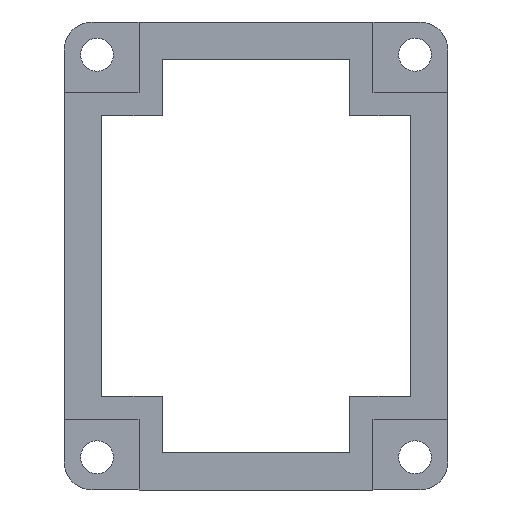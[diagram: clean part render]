
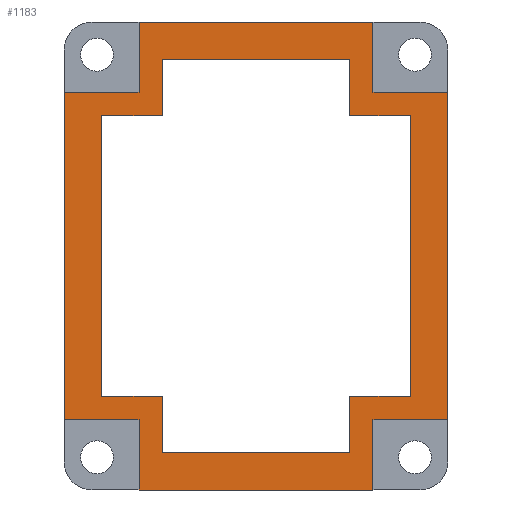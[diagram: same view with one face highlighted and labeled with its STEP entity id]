
A CAD part, front view. The second image highlights one B-rep face of the part: STEP entity #1183.
In plain terms, the highlighted planar face has unit normal (0, -1, 0).
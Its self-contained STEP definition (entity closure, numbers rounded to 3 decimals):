
#67=FACE_BOUND('',#185,.T.);
#113=FACE_OUTER_BOUND('',#184,.T.);
#184=EDGE_LOOP('',(#981,#982,#983,#984,#985,#986,#987,#988,#989,#990,#991,
#992));
#185=EDGE_LOOP('',(#993,#994,#995,#996,#997,#998,#999,#1000,#1001,#1002,
#1003,#1004));
#213=LINE('',#1637,#351);
#217=LINE('',#1646,#355);
#221=LINE('',#1654,#359);
#224=LINE('',#1661,#362);
#228=LINE('',#1669,#366);
#231=LINE('',#1675,#369);
#234=LINE('',#1681,#372);
#237=LINE('',#1686,#375);
#241=LINE('',#1693,#379);
#242=LINE('',#1695,#380);
#244=LINE('',#1699,#382);
#247=LINE('',#1704,#385);
#284=LINE('',#1779,#422);
#298=LINE('',#1823,#436);
#303=LINE('',#1833,#441);
#306=LINE('',#1838,#444);
#309=LINE('',#1844,#447);
#312=LINE('',#1850,#450);
#316=LINE('',#1859,#454);
#320=LINE('',#1868,#458);
#323=LINE('',#1872,#461);
#326=LINE('',#1878,#464);
#331=LINE('',#1895,#469);
#335=LINE('',#1906,#473);
#351=VECTOR('',#1315,10.);
#355=VECTOR('',#1321,10.);
#359=VECTOR('',#1327,10.);
#362=VECTOR('',#1332,10.);
#366=VECTOR('',#1338,10.);
#369=VECTOR('',#1343,10.);
#372=VECTOR('',#1348,10.);
#375=VECTOR('',#1353,10.);
#379=VECTOR('',#1359,10.);
#380=VECTOR('',#1362,10.);
#382=VECTOR('',#1366,10.);
#385=VECTOR('',#1371,10.);
#422=VECTOR('',#1428,10.);
#436=VECTOR('',#1468,10.);
#441=VECTOR('',#1475,10.);
#444=VECTOR('',#1480,10.);
#447=VECTOR('',#1485,10.);
#450=VECTOR('',#1490,10.);
#454=VECTOR('',#1496,10.);
#458=VECTOR('',#1502,10.);
#461=VECTOR('',#1507,10.);
#464=VECTOR('',#1512,10.);
#469=VECTOR('',#1533,10.);
#473=VECTOR('',#1545,10.);
#489=VERTEX_POINT('',#1635);
#490=VERTEX_POINT('',#1636);
#493=VERTEX_POINT('',#1644);
#494=VERTEX_POINT('',#1645);
#497=VERTEX_POINT('',#1653);
#499=VERTEX_POINT('',#1659);
#500=VERTEX_POINT('',#1660);
#503=VERTEX_POINT('',#1668);
#505=VERTEX_POINT('',#1674);
#507=VERTEX_POINT('',#1680);
#510=VERTEX_POINT('',#1691);
#511=VERTEX_POINT('',#1698);
#539=VERTEX_POINT('',#1776);
#540=VERTEX_POINT('',#1778);
#556=VERTEX_POINT('',#1820);
#557=VERTEX_POINT('',#1822);
#561=VERTEX_POINT('',#1832);
#564=VERTEX_POINT('',#1843);
#566=VERTEX_POINT('',#1849);
#569=VERTEX_POINT('',#1856);
#570=VERTEX_POINT('',#1858);
#573=VERTEX_POINT('',#1865);
#574=VERTEX_POINT('',#1867);
#576=VERTEX_POINT('',#1876);
#598=EDGE_CURVE('',#489,#490,#213,.T.);
#602=EDGE_CURVE('',#493,#494,#217,.T.);
#606=EDGE_CURVE('',#497,#489,#221,.F.);
#609=EDGE_CURVE('',#499,#500,#224,.F.);
#613=EDGE_CURVE('',#500,#503,#228,.T.);
#616=EDGE_CURVE('',#503,#505,#231,.F.);
#619=EDGE_CURVE('',#505,#507,#234,.F.);
#622=EDGE_CURVE('',#507,#493,#237,.T.);
#626=EDGE_CURVE('',#494,#510,#241,.F.);
#627=EDGE_CURVE('',#510,#497,#242,.T.);
#629=EDGE_CURVE('',#490,#511,#244,.T.);
#632=EDGE_CURVE('',#511,#499,#247,.F.);
#669=EDGE_CURVE('',#540,#539,#284,.T.);
#691=EDGE_CURVE('',#557,#556,#298,.T.);
#696=EDGE_CURVE('',#561,#557,#303,.T.);
#699=EDGE_CURVE('',#561,#539,#306,.T.);
#702=EDGE_CURVE('',#540,#564,#309,.T.);
#705=EDGE_CURVE('',#566,#564,#312,.T.);
#709=EDGE_CURVE('',#569,#570,#316,.T.);
#713=EDGE_CURVE('',#573,#574,#320,.T.);
#716=EDGE_CURVE('',#556,#574,#323,.T.);
#719=EDGE_CURVE('',#569,#576,#326,.T.);
#728=EDGE_CURVE('',#576,#566,#331,.T.);
#734=EDGE_CURVE('',#573,#570,#335,.T.);
#981=ORIENTED_EDGE('',*,*,#669,.T.);
#982=ORIENTED_EDGE('',*,*,#699,.F.);
#983=ORIENTED_EDGE('',*,*,#696,.T.);
#984=ORIENTED_EDGE('',*,*,#691,.T.);
#985=ORIENTED_EDGE('',*,*,#716,.T.);
#986=ORIENTED_EDGE('',*,*,#713,.F.);
#987=ORIENTED_EDGE('',*,*,#734,.T.);
#988=ORIENTED_EDGE('',*,*,#709,.F.);
#989=ORIENTED_EDGE('',*,*,#719,.T.);
#990=ORIENTED_EDGE('',*,*,#728,.T.);
#991=ORIENTED_EDGE('',*,*,#705,.T.);
#992=ORIENTED_EDGE('',*,*,#702,.F.);
#993=ORIENTED_EDGE('',*,*,#629,.T.);
#994=ORIENTED_EDGE('',*,*,#632,.T.);
#995=ORIENTED_EDGE('',*,*,#609,.T.);
#996=ORIENTED_EDGE('',*,*,#613,.T.);
#997=ORIENTED_EDGE('',*,*,#616,.T.);
#998=ORIENTED_EDGE('',*,*,#619,.T.);
#999=ORIENTED_EDGE('',*,*,#622,.T.);
#1000=ORIENTED_EDGE('',*,*,#602,.T.);
#1001=ORIENTED_EDGE('',*,*,#626,.T.);
#1002=ORIENTED_EDGE('',*,*,#627,.T.);
#1003=ORIENTED_EDGE('',*,*,#606,.T.);
#1004=ORIENTED_EDGE('',*,*,#598,.T.);
#1136=PLANE('',#1274);
#1183=ADVANCED_FACE('',(#113,#67),#1136,.F.);
#1274=AXIS2_PLACEMENT_3D('',#1905,#1543,#1544);
#1315=DIRECTION('',(0.,0.,1.));
#1321=DIRECTION('',(0.,0.,1.));
#1327=DIRECTION('',(-1.,0.,0.));
#1332=DIRECTION('',(-1.,0.,0.));
#1338=DIRECTION('',(0.,0.,-1.));
#1343=DIRECTION('',(1.,0.,0.));
#1348=DIRECTION('',(0.,0.,1.));
#1353=DIRECTION('',(-1.,0.,0.));
#1359=DIRECTION('',(1.,0.,0.));
#1362=DIRECTION('',(0.,0.,1.));
#1366=DIRECTION('',(1.,0.,0.));
#1371=DIRECTION('',(0.,0.,1.));
#1428=DIRECTION('',(1.,0.,0.));
#1468=DIRECTION('',(0.,0.,1.));
#1475=DIRECTION('',(1.,0.,0.));
#1480=DIRECTION('',(0.,0.,-1.));
#1485=DIRECTION('',(0.,0.,1.));
#1490=DIRECTION('',(1.,0.,0.));
#1496=DIRECTION('',(0.,0.,1.));
#1502=DIRECTION('',(0.,0.,-1.));
#1507=DIRECTION('',(-1.,0.,0.));
#1512=DIRECTION('',(-1.,0.,0.));
#1533=DIRECTION('',(0.,0.,-1.));
#1543=DIRECTION('center_axis',(0.,1.,0.));
#1544=DIRECTION('ref_axis',(1.,0.,0.));
#1545=DIRECTION('',(-1.,0.,0.));
#1635=CARTESIAN_POINT('',(-10.,0.,15.));
#1636=CARTESIAN_POINT('',(-10.,0.,21.));
#1637=CARTESIAN_POINT('',(-10.,0.,10.5));
#1644=CARTESIAN_POINT('',(-10.,0.,-21.));
#1645=CARTESIAN_POINT('',(-10.,0.,-15.));
#1646=CARTESIAN_POINT('',(-10.,0.,-6.5));
#1653=CARTESIAN_POINT('',(-16.5,0.,15.));
#1654=CARTESIAN_POINT('',(-4.,0.,15.));
#1659=CARTESIAN_POINT('',(10.,0.,15.));
#1660=CARTESIAN_POINT('',(16.5,0.,15.));
#1661=CARTESIAN_POINT('',(8.25,0.,15.));
#1668=CARTESIAN_POINT('',(16.5,0.,-15.));
#1669=CARTESIAN_POINT('',(16.5,0.,-6.5));
#1674=CARTESIAN_POINT('',(10.,0.,-15.));
#1675=CARTESIAN_POINT('',(4.,0.,-15.));
#1680=CARTESIAN_POINT('',(10.,0.,-21.));
#1681=CARTESIAN_POINT('',(10.,0.,-10.5));
#1686=CARTESIAN_POINT('',(-4.,0.,-21.));
#1691=CARTESIAN_POINT('',(-16.5,0.,-15.));
#1693=CARTESIAN_POINT('',(-8.25,0.,-15.));
#1695=CARTESIAN_POINT('',(-16.5,0.,6.5));
#1698=CARTESIAN_POINT('',(10.,0.,21.));
#1699=CARTESIAN_POINT('',(-4.,0.,21.));
#1704=CARTESIAN_POINT('',(10.,0.,6.5));
#1776=CARTESIAN_POINT('',(12.5,0.,-25.));
#1778=CARTESIAN_POINT('',(-12.5,0.,-25.));
#1779=CARTESIAN_POINT('',(-20.5,0.,-25.));
#1820=CARTESIAN_POINT('',(20.5,0.,17.5));
#1822=CARTESIAN_POINT('',(20.5,0.,-17.5));
#1823=CARTESIAN_POINT('',(20.5,0.,-25.));
#1832=CARTESIAN_POINT('',(12.5,0.,-17.5));
#1833=CARTESIAN_POINT('',(-20.5,0.,-17.5));
#1838=CARTESIAN_POINT('',(12.5,0.,25.));
#1843=CARTESIAN_POINT('',(-12.5,0.,-17.5));
#1844=CARTESIAN_POINT('',(-12.5,0.,-25.));
#1849=CARTESIAN_POINT('',(-20.5,0.,-17.5));
#1850=CARTESIAN_POINT('',(-20.5,0.,-17.5));
#1856=CARTESIAN_POINT('',(-12.5,0.,17.5));
#1858=CARTESIAN_POINT('',(-12.5,0.,25.));
#1859=CARTESIAN_POINT('',(-12.5,0.,-25.));
#1865=CARTESIAN_POINT('',(12.5,0.,25.));
#1867=CARTESIAN_POINT('',(12.5,0.,17.5));
#1868=CARTESIAN_POINT('',(12.5,0.,25.));
#1872=CARTESIAN_POINT('',(20.5,0.,17.5));
#1876=CARTESIAN_POINT('',(-20.5,0.,17.5));
#1878=CARTESIAN_POINT('',(20.5,0.,17.5));
#1895=CARTESIAN_POINT('',(-20.5,0.,25.));
#1905=CARTESIAN_POINT('Origin',(0.,0.,0.));
#1906=CARTESIAN_POINT('',(20.5,0.,25.));
